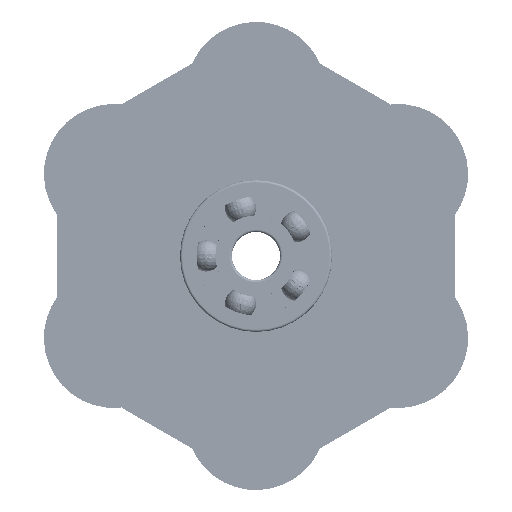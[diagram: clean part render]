
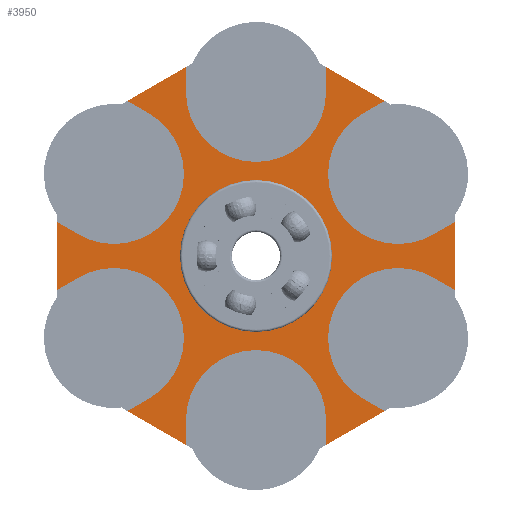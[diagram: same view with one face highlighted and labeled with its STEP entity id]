
A CAD part, front view. The second image highlights one B-rep face of the part: STEP entity #3950.
In plain terms, the highlighted face is planar.
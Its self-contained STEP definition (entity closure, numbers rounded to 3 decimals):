
#342=FACE_BOUND('',#702,.T.);
#376=PLANE('',#4356);
#424=FACE_OUTER_BOUND('',#701,.T.);
#701=EDGE_LOOP('',(#2799,#2800,#2801,#2802,#2803,#2804,#2805,#2806,#2807,
#2808,#2809,#2810,#2811,#2812,#2813,#2814,#2815,#2816,#2817,#2818,#2819,
#2820,#2821,#2822));
#702=EDGE_LOOP('',(#2823));
#981=LINE('',#6830,#1111);
#992=LINE('',#6852,#1122);
#1000=LINE('',#6869,#1130);
#1008=LINE('',#6886,#1138);
#1016=LINE('',#6903,#1146);
#1020=LINE('',#6912,#1150);
#1025=LINE('',#6921,#1155);
#1029=LINE('',#6932,#1159);
#1032=LINE('',#6938,#1162);
#1035=LINE('',#6944,#1165);
#1042=LINE('',#6960,#1172);
#1048=LINE('',#6975,#1178);
#1054=LINE('',#6990,#1184);
#1055=LINE('',#6993,#1185);
#1056=LINE('',#6996,#1186);
#1057=LINE('',#6999,#1187);
#1058=LINE('',#7002,#1188);
#1059=LINE('',#7005,#1189);
#1111=VECTOR('',#5134,10.);
#1122=VECTOR('',#5147,10.);
#1130=VECTOR('',#5157,10.);
#1138=VECTOR('',#5167,10.);
#1146=VECTOR('',#5177,10.);
#1150=VECTOR('',#5185,10.);
#1155=VECTOR('',#5192,10.);
#1159=VECTOR('',#5204,10.);
#1162=VECTOR('',#5209,10.);
#1165=VECTOR('',#5214,10.);
#1172=VECTOR('',#5223,10.);
#1178=VECTOR('',#5237,10.);
#1184=VECTOR('',#5251,10.);
#1185=VECTOR('',#5254,10.);
#1186=VECTOR('',#5257,10.);
#1187=VECTOR('',#5260,10.);
#1188=VECTOR('',#5263,10.);
#1189=VECTOR('',#5266,10.);
#1235=CIRCLE('',#4328,9.5);
#1245=CIRCLE('',#4357,8.75);
#1246=CIRCLE('',#4358,8.75);
#1247=CIRCLE('',#4359,8.75);
#1248=CIRCLE('',#4360,8.75);
#1249=CIRCLE('',#4361,8.75);
#1250=CIRCLE('',#4362,8.75);
#1715=VERTEX_POINT('',#6807);
#1723=VERTEX_POINT('',#6827);
#1724=VERTEX_POINT('',#6829);
#1728=VERTEX_POINT('',#6838);
#1734=VERTEX_POINT('',#6850);
#1736=VERTEX_POINT('',#6855);
#1742=VERTEX_POINT('',#6867);
#1744=VERTEX_POINT('',#6872);
#1750=VERTEX_POINT('',#6884);
#1752=VERTEX_POINT('',#6889);
#1758=VERTEX_POINT('',#6901);
#1761=VERTEX_POINT('',#6911);
#1764=VERTEX_POINT('',#6919);
#1767=VERTEX_POINT('',#6930);
#1769=VERTEX_POINT('',#6936);
#1771=VERTEX_POINT('',#6942);
#1778=VERTEX_POINT('',#6957);
#1779=VERTEX_POINT('',#6959);
#1784=VERTEX_POINT('',#6974);
#1789=VERTEX_POINT('',#6989);
#1790=VERTEX_POINT('',#6992);
#1791=VERTEX_POINT('',#6994);
#1792=VERTEX_POINT('',#6997);
#1793=VERTEX_POINT('',#7000);
#1794=VERTEX_POINT('',#7003);
#2079=EDGE_CURVE('',#1715,#1715,#1235,.T.);
#2089=EDGE_CURVE('',#1724,#1723,#981,.T.);
#2100=EDGE_CURVE('',#1728,#1734,#992,.T.);
#2108=EDGE_CURVE('',#1736,#1742,#1000,.T.);
#2116=EDGE_CURVE('',#1744,#1750,#1008,.T.);
#2124=EDGE_CURVE('',#1752,#1758,#1016,.T.);
#2128=EDGE_CURVE('',#1761,#1724,#1020,.T.);
#2133=EDGE_CURVE('',#1734,#1764,#1025,.T.);
#2139=EDGE_CURVE('',#1742,#1767,#1029,.T.);
#2142=EDGE_CURVE('',#1750,#1769,#1032,.T.);
#2145=EDGE_CURVE('',#1758,#1771,#1035,.T.);
#2152=EDGE_CURVE('',#1779,#1778,#1042,.T.);
#2160=EDGE_CURVE('',#1784,#1779,#1048,.T.);
#2168=EDGE_CURVE('',#1723,#1789,#1054,.T.);
#2169=EDGE_CURVE('',#1789,#1784,#1245,.T.);
#2170=EDGE_CURVE('',#1778,#1790,#1055,.T.);
#2171=EDGE_CURVE('',#1790,#1791,#1246,.T.);
#2172=EDGE_CURVE('',#1791,#1752,#1056,.T.);
#2173=EDGE_CURVE('',#1771,#1792,#1247,.T.);
#2174=EDGE_CURVE('',#1792,#1744,#1057,.T.);
#2175=EDGE_CURVE('',#1769,#1793,#1248,.T.);
#2176=EDGE_CURVE('',#1793,#1736,#1058,.T.);
#2177=EDGE_CURVE('',#1767,#1794,#1249,.T.);
#2178=EDGE_CURVE('',#1794,#1728,#1059,.T.);
#2179=EDGE_CURVE('',#1764,#1761,#1250,.T.);
#2799=ORIENTED_EDGE('',*,*,#2089,.T.);
#2800=ORIENTED_EDGE('',*,*,#2168,.T.);
#2801=ORIENTED_EDGE('',*,*,#2169,.T.);
#2802=ORIENTED_EDGE('',*,*,#2160,.T.);
#2803=ORIENTED_EDGE('',*,*,#2152,.T.);
#2804=ORIENTED_EDGE('',*,*,#2170,.T.);
#2805=ORIENTED_EDGE('',*,*,#2171,.T.);
#2806=ORIENTED_EDGE('',*,*,#2172,.T.);
#2807=ORIENTED_EDGE('',*,*,#2124,.T.);
#2808=ORIENTED_EDGE('',*,*,#2145,.T.);
#2809=ORIENTED_EDGE('',*,*,#2173,.T.);
#2810=ORIENTED_EDGE('',*,*,#2174,.T.);
#2811=ORIENTED_EDGE('',*,*,#2116,.T.);
#2812=ORIENTED_EDGE('',*,*,#2142,.T.);
#2813=ORIENTED_EDGE('',*,*,#2175,.T.);
#2814=ORIENTED_EDGE('',*,*,#2176,.T.);
#2815=ORIENTED_EDGE('',*,*,#2108,.T.);
#2816=ORIENTED_EDGE('',*,*,#2139,.T.);
#2817=ORIENTED_EDGE('',*,*,#2177,.T.);
#2818=ORIENTED_EDGE('',*,*,#2178,.T.);
#2819=ORIENTED_EDGE('',*,*,#2100,.T.);
#2820=ORIENTED_EDGE('',*,*,#2133,.T.);
#2821=ORIENTED_EDGE('',*,*,#2179,.T.);
#2822=ORIENTED_EDGE('',*,*,#2128,.T.);
#2823=ORIENTED_EDGE('',*,*,#2079,.T.);
#3950=ADVANCED_FACE('',(#424,#342),#376,.T.);
#4328=AXIS2_PLACEMENT_3D('',#6808,#5114,#5115);
#4356=AXIS2_PLACEMENT_3D('',#6988,#5249,#5250);
#4357=AXIS2_PLACEMENT_3D('',#6991,#5252,#5253);
#4358=AXIS2_PLACEMENT_3D('',#6995,#5255,#5256);
#4359=AXIS2_PLACEMENT_3D('',#6998,#5258,#5259);
#4360=AXIS2_PLACEMENT_3D('',#7001,#5261,#5262);
#4361=AXIS2_PLACEMENT_3D('',#7004,#5264,#5265);
#4362=AXIS2_PLACEMENT_3D('',#7006,#5267,#5268);
#5114=DIRECTION('center_axis',(0.,-1.,0.));
#5115=DIRECTION('ref_axis',(1.,0.,0.));
#5134=DIRECTION('',(0.,0.,1.));
#5147=DIRECTION('',(-0.866,0.,0.5));
#5157=DIRECTION('',(-0.866,0.,-0.5));
#5167=DIRECTION('',(0.,0.,-1.));
#5177=DIRECTION('',(0.866,0.,-0.5));
#5185=DIRECTION('',(-0.866,0.,-0.5));
#5192=DIRECTION('',(0.866,0.,0.5));
#5204=DIRECTION('',(0.,0.,1.));
#5209=DIRECTION('',(-0.866,0.,0.5));
#5214=DIRECTION('',(-0.866,0.,-0.5));
#5223=DIRECTION('',(0.866,0.,0.5));
#5237=DIRECTION('',(-0.866,0.,0.5));
#5249=DIRECTION('center_axis',(0.,1.,0.));
#5250=DIRECTION('ref_axis',(0.,0.,1.));
#5251=DIRECTION('',(0.866,0.,-0.5));
#5252=DIRECTION('center_axis',(0.,-1.,0.));
#5253=DIRECTION('ref_axis',(0.5,0.,0.866));
#5254=DIRECTION('',(0.,0.,-1.));
#5255=DIRECTION('center_axis',(0.,-1.,0.));
#5256=DIRECTION('ref_axis',(1.,0.,0.));
#5257=DIRECTION('',(0.,0.,1.));
#5258=DIRECTION('center_axis',(0.,-1.,0.));
#5259=DIRECTION('ref_axis',(0.5,0.,-0.866));
#5260=DIRECTION('',(0.866,0.,0.5));
#5261=DIRECTION('center_axis',(0.,-1.,0.));
#5262=DIRECTION('ref_axis',(-0.5,0.,-0.866));
#5263=DIRECTION('',(0.866,0.,-0.5));
#5264=DIRECTION('center_axis',(0.,-1.,0.));
#5265=DIRECTION('ref_axis',(-1.,0.,0.));
#5266=DIRECTION('',(0.,0.,-1.));
#5267=DIRECTION('center_axis',(0.,-1.,0.));
#5268=DIRECTION('ref_axis',(-0.5,0.,0.866));
#6807=CARTESIAN_POINT('',(-9.5,8.,0.));
#6808=CARTESIAN_POINT('Origin',(0.,8.,0.));
#6827=CARTESIAN_POINT('',(-24.823,8.,4.228));
#6829=CARTESIAN_POINT('',(-24.823,8.,-4.228));
#6830=CARTESIAN_POINT('',(-24.823,8.,-2.547));
#6838=CARTESIAN_POINT('',(-8.75,8.,-23.611));
#6850=CARTESIAN_POINT('',(-16.073,8.,-19.383));
#6852=CARTESIAN_POINT('',(-10.206,8.,-22.771));
#6855=CARTESIAN_POINT('',(16.073,8.,-19.383));
#6867=CARTESIAN_POINT('',(8.75,8.,-23.611));
#6869=CARTESIAN_POINT('',(14.617,8.,-20.224));
#6872=CARTESIAN_POINT('',(24.823,8.,4.228));
#6884=CARTESIAN_POINT('',(24.823,8.,-4.228));
#6886=CARTESIAN_POINT('',(24.823,8.,2.547));
#6889=CARTESIAN_POINT('',(8.75,8.,23.611));
#6901=CARTESIAN_POINT('',(16.073,8.,19.383));
#6903=CARTESIAN_POINT('',(10.206,8.,22.771));
#6911=CARTESIAN_POINT('',(-22.129,8.,-2.672));
#6912=CARTESIAN_POINT('',(-13.252,8.,2.453));
#6919=CARTESIAN_POINT('',(-13.379,8.,-17.828));
#6921=CARTESIAN_POINT('',(-8.051,8.,-14.752));
#6930=CARTESIAN_POINT('',(8.75,8.,-20.5));
#6932=CARTESIAN_POINT('',(8.75,8.,-14.348));
#6936=CARTESIAN_POINT('',(22.129,8.,-2.672));
#6938=CARTESIAN_POINT('',(16.801,8.,0.404));
#6942=CARTESIAN_POINT('',(13.379,8.,17.828));
#6944=CARTESIAN_POINT('',(8.051,8.,14.752));
#6957=CARTESIAN_POINT('',(-8.75,8.,23.611));
#6959=CARTESIAN_POINT('',(-16.073,8.,19.383));
#6960=CARTESIAN_POINT('',(-14.617,8.,20.224));
#6974=CARTESIAN_POINT('',(-13.379,8.,17.828));
#6975=CARTESIAN_POINT('',(-4.502,8.,12.703));
#6988=CARTESIAN_POINT('Origin',(0.,8.,0.));
#6989=CARTESIAN_POINT('',(-22.129,8.,2.672));
#6990=CARTESIAN_POINT('',(-16.801,8.,-0.404));
#6991=CARTESIAN_POINT('Origin',(-17.754,8.,10.25));
#6992=CARTESIAN_POINT('',(-8.75,8.,20.5));
#6993=CARTESIAN_POINT('',(-8.75,8.,14.348));
#6994=CARTESIAN_POINT('',(8.75,8.,20.5));
#6995=CARTESIAN_POINT('Origin',(0.,8.,20.5));
#6996=CARTESIAN_POINT('',(8.75,8.,10.25));
#6997=CARTESIAN_POINT('',(22.129,8.,2.672));
#6998=CARTESIAN_POINT('Origin',(17.754,8.,10.25));
#6999=CARTESIAN_POINT('',(13.252,8.,-2.453));
#7000=CARTESIAN_POINT('',(13.379,8.,-17.828));
#7001=CARTESIAN_POINT('Origin',(17.754,8.,-10.25));
#7002=CARTESIAN_POINT('',(4.502,8.,-12.703));
#7003=CARTESIAN_POINT('',(-8.75,8.,-20.5));
#7004=CARTESIAN_POINT('Origin',(0.,8.,-20.5));
#7005=CARTESIAN_POINT('',(-8.75,8.,-10.25));
#7006=CARTESIAN_POINT('Origin',(-17.754,8.,-10.25));
